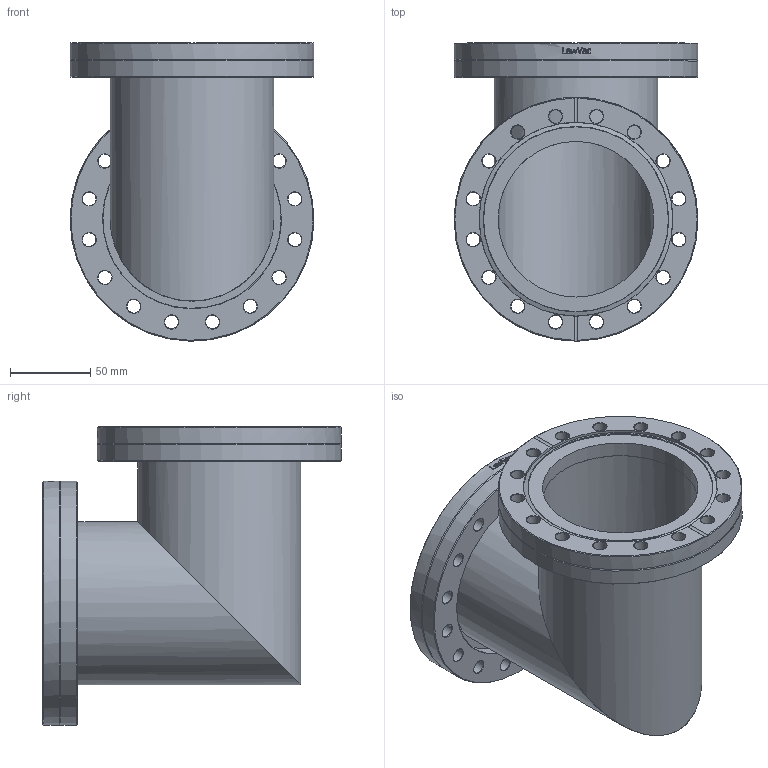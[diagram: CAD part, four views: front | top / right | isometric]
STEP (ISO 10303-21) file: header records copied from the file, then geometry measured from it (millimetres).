
FILE_DESCRIPTION(/* description */ (''),/* implementation_level */ '2;1');
FILE_NAME(/* name */ 'FL-ME100CF.stp',/* time_stamp */ '2018-02-28T11:05:21+00:00',/* author */ ('paul'),/* organization */ (''),/* preprocessor_version */ 'ST-DEVELOPER v17',/* originating_system */ 'Autodesk Inventor 2018',/* authorisation */ '');
FILE_SCHEMA (('AUTOMOTIVE_DESIGN { 1 0 10303 214 3 1 1 }'));
Length unit declared in the file: millimetre
Products named in the file (5): FL-ME100CF; tube; FL-100CFR-102; FL-100CF rotatable outer; FL-100CF rotatable inner bored for 101.6 OD tube
Assembly tree (6 placements, depth 3):
  FL-ME100CF
    tube  x2
    FL-100CFR-102  x2
      FL-100CF rotatable outer
      FL-100CF rotatable inner bored for 101.6 OD tube
Bounding box: 151.6 x 185.5 x 185.5 mm (x, y, z)
Volume: 511700.4 mm3; surface area: 243940 mm2
Topology: 6 solids, 6 shells, 338 faces, 912 edges, 604 vertices
Faces by surface type: bspline 106, plane 80, cone 80, cylinder 70, torus 2
Full cylindrical faces by diameter (mm): 8.4 x32, 96.8 x2, 97 x2, 101.6 x2, 101.9 x2, 110.8 x2, 120.4 x2, 120.6 x2, 151.6 x4
Entity records: 18069 total; most frequent: CARTESIAN_POINT 13855, ORIENTED_EDGE 912, DIRECTION 716, EDGE_CURVE 456, VERTEX_POINT 302, AXIS2_PLACEMENT_3D 276, EDGE_LOOP 216, FACE_OUTER_BOUND 169
